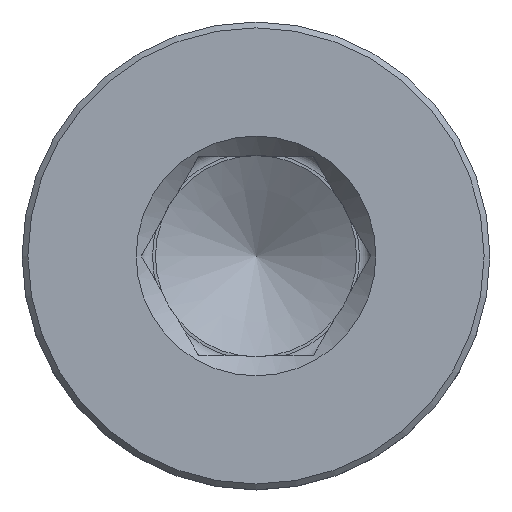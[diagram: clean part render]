
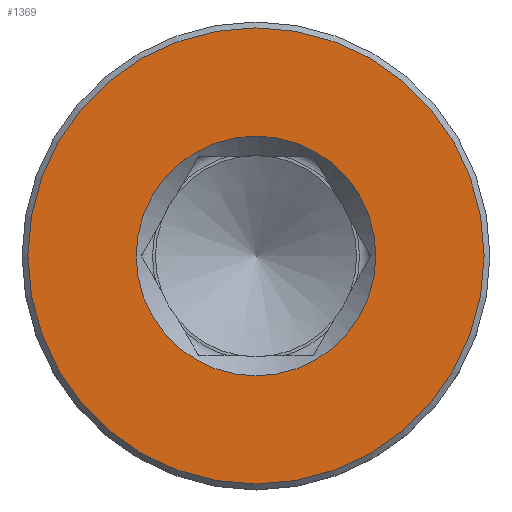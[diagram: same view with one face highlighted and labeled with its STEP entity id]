
A CAD part, top view. The second image highlights one B-rep face of the part: STEP entity #1369.
In plain terms, the highlighted planar face has unit normal (0, 0, 1).
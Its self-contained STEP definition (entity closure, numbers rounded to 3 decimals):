
#1141=CARTESIAN_POINT('',(10.25,0.,22.5));
#1142=VERTEX_POINT('',#1141);
#1143=CARTESIAN_POINT('',(0.0,0.0,22.5));
#1144=DIRECTION('',(0.0,0.0,-1.0));
#1145=DIRECTION('',(-1.0,0.0,0.0));
#1146=AXIS2_PLACEMENT_3D('',#1143,#1144,#1145);
#1147=CIRCLE('',#1146,10.25);
#1148=EDGE_CURVE('',#1142,#1142,#1147,.T.);
#1315=CARTESIAN_POINT('',(19.5,0.,22.5));
#1316=VERTEX_POINT('',#1315);
#1317=CARTESIAN_POINT('',(0.0,0.0,22.5));
#1318=DIRECTION('',(0.0,0.0,-1.0));
#1319=DIRECTION('',(-1.0,0.0,0.0));
#1320=AXIS2_PLACEMENT_3D('',#1317,#1318,#1319);
#1321=CIRCLE('',#1320,19.5);
#1322=EDGE_CURVE('',#1316,#1316,#1321,.T.);
#1358=CARTESIAN_POINT('',(0.0,0.0,22.5));
#1359=DIRECTION('',(0.0,0.0,-1.0));
#1360=DIRECTION('',(-1.0,0.0,0.0));
#1361=AXIS2_PLACEMENT_3D('',#1358,#1359,#1360);
#1362=PLANE('',#1361);
#1363=ORIENTED_EDGE('',*,*,#1322,.F.);
#1364=EDGE_LOOP('',(#1363));
#1365=FACE_OUTER_BOUND('',#1364,.T.);
#1366=ORIENTED_EDGE('',*,*,#1148,.T.);
#1367=EDGE_LOOP('',(#1366));
#1368=FACE_BOUND('',#1367,.T.);
#1369=ADVANCED_FACE('',(#1365,#1368),#1362,.F.);
